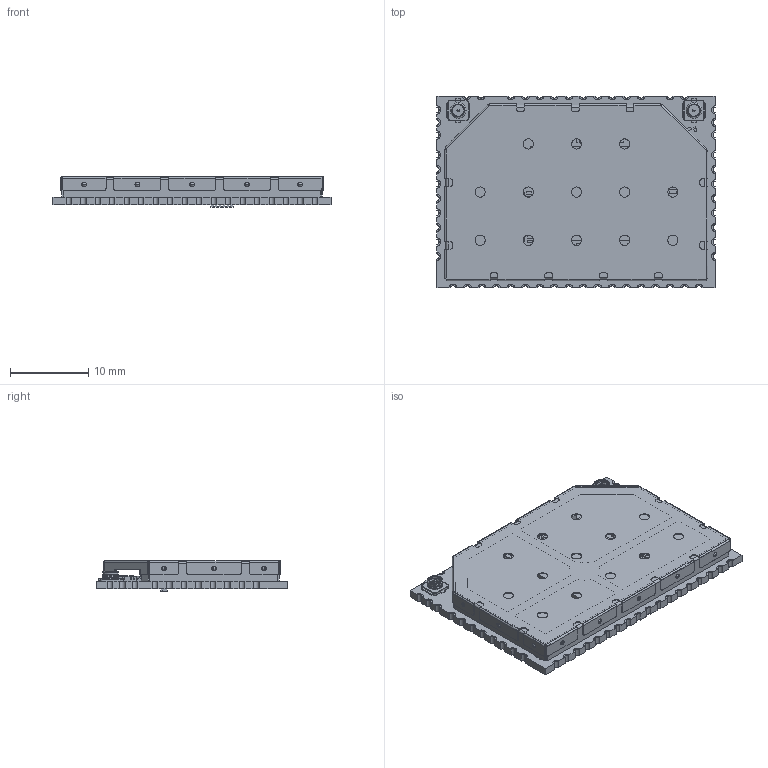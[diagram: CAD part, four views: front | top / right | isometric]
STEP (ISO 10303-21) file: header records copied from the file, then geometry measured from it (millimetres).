
FILE_DESCRIPTION (( 'STEP AP214' ), '1' );
FILE_NAME ('8DEV1600_0007-Lima.STEP', '2019-03-26T09:05:53', ( '' ), ( '' ), 'SwSTEP 2.0', 'SolidWorks 2018', '' );
FILE_SCHEMA (( 'AUTOMOTIVE_DESIGN' ));
Length unit declared in the file: millimetre
Products named in the file (10): User Library-U_FL-R-SMT-1_4; User Library-U_FL-R-SMT-1; User Library-U_FL-R-SMT-1_5; User Library-U_FL-R-SMT-1_6; User Library-U_FL-R-SMT-1_2; User Library-U_FL-R-SMT-1_3; User Library-U_FL-R-SMT-1_7; 8DEV1600_0007-Lima; 8DEV-LIMA-1600_0007_PCBA
Assembly tree (10 placements, depth 3):
  8DEV1600_0007-Lima
    8DEV-LIMA-1600_0007_PCBA
    User Library-U_FL-R-SMT-1  x2
      User Library-U_FL-R-SMT-1_6
      User Library-U_FL-R-SMT-1_2
      User Library-U_FL-R-SMT-1_7
      User Library-U_FL-R-SMT-1
      User Library-U_FL-R-SMT-1_5
      User Library-U_FL-R-SMT-1_4
      User Library-U_FL-R-SMT-1_3
Bounding box: 35.5 x 24.45 x 3.92 mm (x, y, z)
Volume: 1294.4 mm3; surface area: 4903 mm2
Topology: 17 solids, 17 shells, 2316 faces, 6011 edges, 3897 vertices
Faces by surface type: plane 1655, cylinder 531, bspline 130
Entity records: 87890 total; most frequent: CARTESIAN_POINT 13885, ORIENTED_EDGE 11512, DIRECTION 11022, EDGE_CURVE 5756, LINE 4640, VECTOR 4640, VERTEX_POINT 3776, AXIS2_PLACEMENT_3D 3191
